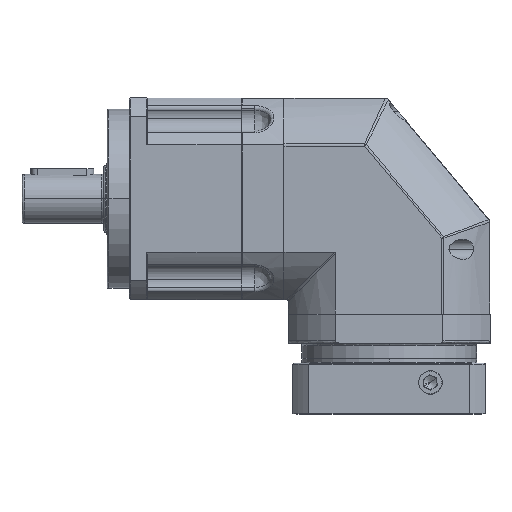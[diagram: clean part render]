
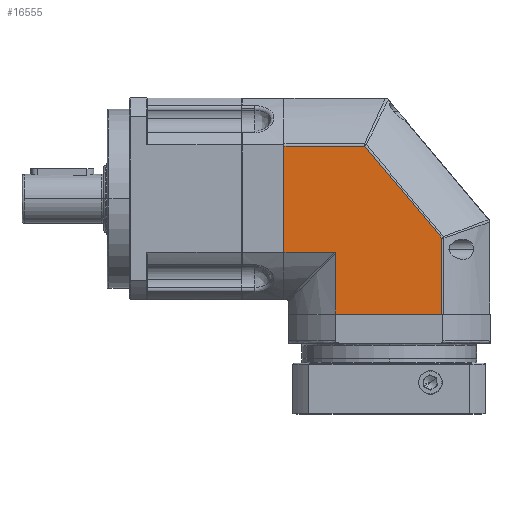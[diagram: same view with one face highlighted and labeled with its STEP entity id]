
A CAD part, top view. The second image highlights one B-rep face of the part: STEP entity #16555.
In plain terms, the highlighted planar face has unit normal (0, 0, 1).
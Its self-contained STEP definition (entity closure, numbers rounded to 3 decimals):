
#90 = VERTEX_POINT ( 'NONE', #25740 ) ;
#398 = CARTESIAN_POINT ( 'NONE',  ( 0., 68.495, 90. ) ) ;
#1359 = CARTESIAN_POINT ( 'NONE',  ( 22.593, 21., 90. ) ) ;
#2767 = ORIENTED_EDGE ( 'NONE', *, *, #28844, .F. ) ;
#3335 = DIRECTION ( 'NONE',  ( 1., 0., 0. ) ) ;
#3727 = CARTESIAN_POINT ( 'NONE',  ( 22.529, 21., 90. ) ) ;
#4765 = CARTESIAN_POINT ( 'NONE',  ( 0., -6.5, 90. ) ) ;
#4811 = EDGE_CURVE ( 'NONE', #25092, #21965, #6984, .T. ) ;
#4909 = CARTESIAN_POINT ( 'NONE',  ( 0., 82.693, 90. ) ) ;
#5007 = CARTESIAN_POINT ( 'NONE',  ( 36.05, 68.495, 90. ) ) ;
#5539 = EDGE_CURVE ( 'NONE', #6801, #25092, #21419, .T. ) ;
#5666 = VECTOR ( 'NONE', #7729, 1000. ) ;
#6017 = LINE ( 'NONE', #7757, #5666 ) ;
#6039 = AXIS2_PLACEMENT_3D ( 'NONE', #13475, #13090, #13048 ) ;
#6260 = LINE ( 'NONE', #10737, #12072 ) ;
#6433 = LINE ( 'NONE', #17638, #17436 ) ;
#6801 = VERTEX_POINT ( 'NONE', #9759 ) ;
#6933 = CARTESIAN_POINT ( 'NONE',  ( 0., 68.495, 90. ) ) ;
#6971 = VERTEX_POINT ( 'NONE', #6933 ) ;
#6984 = LINE ( 'NONE', #4765, #24818 ) ;
#7729 = DIRECTION ( 'NONE',  ( -0.643, 0.766, 0. ) ) ;
#7757 = CARTESIAN_POINT ( 'NONE',  ( 70.495, 27.445, 90. ) ) ;
#8840 = CARTESIAN_POINT ( 'NONE',  ( 22.778, 20.955, 90. ) ) ;
#9759 = CARTESIAN_POINT ( 'NONE',  ( 23., 20.529, 90. ) ) ;
#10327 = VECTOR ( 'NONE', #27182, 1000. ) ;
#10434 = EDGE_CURVE ( 'NONE', #90, #22968, #6017, .T. ) ;
#10737 = CARTESIAN_POINT ( 'NONE',  ( 0., 21., 90. ) ) ;
#11028 = B_SPLINE_CURVE_WITH_KNOTS ( 'NONE', 3,
 ( #3727, #1359, #23825, #8840, #26281, #11334, #28609, #13867, #30947, #16435 ),
 .UNSPECIFIED., .F., .F.,
 ( 4, 2, 2, 2, 4 ),
 ( 0., 0., 0., 0.001, 0.001 ),
 .UNSPECIFIED. ) ;
#11334 = CARTESIAN_POINT ( 'NONE',  ( 22.924, 20.835, 90. ) ) ;
#11714 = DIRECTION ( 'NONE',  ( 1., 0., 0. ) ) ;
#12072 = VECTOR ( 'NONE', #3335, 1000. ) ;
#13048 = DIRECTION ( 'NONE',  ( 1., 0., 0. ) ) ;
#13090 = DIRECTION ( 'NONE',  ( 0., 0., 1. ) ) ;
#13145 = PLANE ( 'NONE',  #6039 ) ;
#13475 = CARTESIAN_POINT ( 'NONE',  ( 0., 0., 90. ) ) ;
#13548 = EDGE_CURVE ( 'NONE', #22968, #6971, #22028, .T. ) ;
#13840 = CARTESIAN_POINT ( 'NONE',  ( 23., 0., 90. ) ) ;
#13867 = CARTESIAN_POINT ( 'NONE',  ( 22.993, 20.656, 90. ) ) ;
#14401 = ORIENTED_EDGE ( 'NONE', *, *, #4811, .T. ) ;
#14801 = ORIENTED_EDGE ( 'NONE', *, *, #5539, .T. ) ;
#15765 = DIRECTION ( 'NONE',  ( -1., 0., 0. ) ) ;
#16435 = CARTESIAN_POINT ( 'NONE',  ( 23., 20.529, 90. ) ) ;
#16555 = ADVANCED_FACE ( 'NONE', ( #23792 ), #13145, .T. ) ;
#17436 = VECTOR ( 'NONE', #22486, 1000. ) ;
#17437 = CARTESIAN_POINT ( 'NONE',  ( 70.495, -6.5, 90. ) ) ;
#17638 = CARTESIAN_POINT ( 'NONE',  ( 70.495, 0., 90. ) ) ;
#17655 = CARTESIAN_POINT ( 'NONE',  ( 22.529, 21., 90. ) ) ;
#18691 = LINE ( 'NONE', #4909, #10327 ) ;
#20893 = EDGE_CURVE ( 'NONE', #26143, #22042, #6260, .T. ) ;
#21329 = ORIENTED_EDGE ( 'NONE', *, *, #13548, .T. ) ;
#21419 = LINE ( 'NONE', #13840, #22031 ) ;
#21894 = EDGE_LOOP ( 'NONE', ( #22964, #14801, #14401, #25086, #28431, #21329, #2767, #27397 ) ) ;
#21965 = VERTEX_POINT ( 'NONE', #17437 ) ;
#22028 = LINE ( 'NONE', #398, #29928 ) ;
#22031 = VECTOR ( 'NONE', #28114, 1000. ) ;
#22042 = VERTEX_POINT ( 'NONE', #17655 ) ;
#22486 = DIRECTION ( 'NONE',  ( 0., 1., 0. ) ) ;
#22964 = ORIENTED_EDGE ( 'NONE', *, *, #25670, .T. ) ;
#22968 = VERTEX_POINT ( 'NONE', #5007 ) ;
#23792 = FACE_OUTER_BOUND ( 'NONE', #21894, .T. ) ;
#23825 = CARTESIAN_POINT ( 'NONE',  ( 22.656, 20.993, 90. ) ) ;
#24197 = CARTESIAN_POINT ( 'NONE',  ( 23., -6.5, 90. ) ) ;
#24543 = CARTESIAN_POINT ( 'NONE',  ( 0., 21., 90. ) ) ;
#24818 = VECTOR ( 'NONE', #11714, 1000. ) ;
#25086 = ORIENTED_EDGE ( 'NONE', *, *, #27790, .T. ) ;
#25092 = VERTEX_POINT ( 'NONE', #24197 ) ;
#25670 = EDGE_CURVE ( 'NONE', #22042, #6801, #11028, .T. ) ;
#25740 = CARTESIAN_POINT ( 'NONE',  ( 70.495, 27.445, 90. ) ) ;
#26143 = VERTEX_POINT ( 'NONE', #24543 ) ;
#26281 = CARTESIAN_POINT ( 'NONE',  ( 22.835, 20.924, 90. ) ) ;
#27182 = DIRECTION ( 'NONE',  ( 0., 1., 0. ) ) ;
#27397 = ORIENTED_EDGE ( 'NONE', *, *, #20893, .T. ) ;
#27790 = EDGE_CURVE ( 'NONE', #21965, #90, #6433, .T. ) ;
#28114 = DIRECTION ( 'NONE',  ( 0., -1., 0. ) ) ;
#28431 = ORIENTED_EDGE ( 'NONE', *, *, #10434, .T. ) ;
#28609 = CARTESIAN_POINT ( 'NONE',  ( 22.955, 20.778, 90. ) ) ;
#28844 = EDGE_CURVE ( 'NONE', #26143, #6971, #18691, .T. ) ;
#29928 = VECTOR ( 'NONE', #15765, 1000. ) ;
#30947 = CARTESIAN_POINT ( 'NONE',  ( 23., 20.593, 90. ) ) ;
